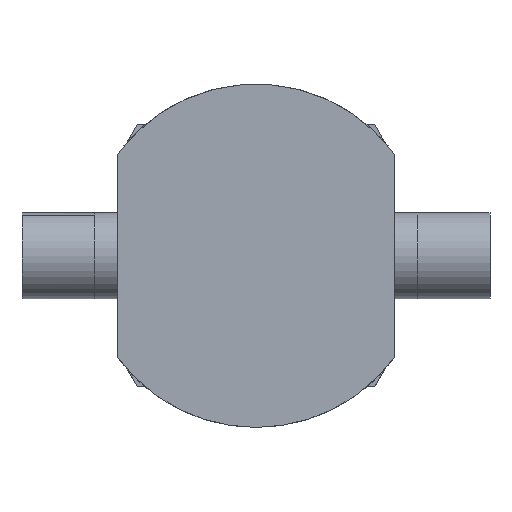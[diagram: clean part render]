
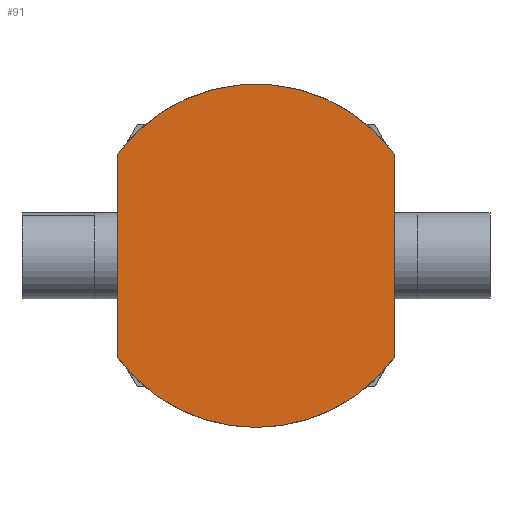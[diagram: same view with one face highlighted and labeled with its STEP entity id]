
A CAD part, front view. The second image highlights one B-rep face of the part: STEP entity #91.
In plain terms, the highlighted planar face has unit normal (0, -1, 0).
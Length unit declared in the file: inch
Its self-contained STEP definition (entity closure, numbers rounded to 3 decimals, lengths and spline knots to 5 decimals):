
#91 = ADVANCED_FACE ( 'NONE', ( #1778 ), #1539, .T. ) ;
#148 = CARTESIAN_POINT ( 'NONE',  ( 0., 0., 0. ) ) ;
#158 = CARTESIAN_POINT ( 'NONE',  ( 1.201, 0., 0. ) ) ;
#167 = AXIS2_PLACEMENT_3D ( 'NONE', #2274, #435, #1036 ) ;
#242 = EDGE_CURVE ( 'NONE', #492, #1961, #2544, .T. ) ;
#435 = DIRECTION ( 'NONE',  ( 0., -1., 0. ) ) ;
#465 = LINE ( 'NONE', #158, #1475 ) ;
#492 = VERTEX_POINT ( 'NONE', #1332 ) ;
#565 = CIRCLE ( 'NONE', #167, 1.49 ) ;
#734 = CARTESIAN_POINT ( 'NONE',  ( -1.201, 0., 0. ) ) ;
#830 = ORIENTED_EDGE ( 'NONE', *, *, #242, .T. ) ;
#831 = DIRECTION ( 'NONE',  ( 0., 0., -1. ) ) ;
#834 = CARTESIAN_POINT ( 'NONE',  ( -1.201, 0., 0.88187 ) ) ;
#858 = CARTESIAN_POINT ( 'NONE',  ( 1.201, 0., 0.88187 ) ) ;
#914 = DIRECTION ( 'NONE',  ( 0., 0., -1. ) ) ;
#942 = DIRECTION ( 'NONE',  ( 0., -1., 0. ) ) ;
#1010 = LINE ( 'NONE', #734, #1295 ) ;
#1015 = EDGE_LOOP ( 'NONE', ( #830, #1258, #2490, #1270, #2425 ) ) ;
#1036 = DIRECTION ( 'NONE',  ( 0., 0., -1. ) ) ;
#1093 = AXIS2_PLACEMENT_3D ( 'NONE', #1588, #1870, #831 ) ;
#1258 = ORIENTED_EDGE ( 'NONE', *, *, #2548, .T. ) ;
#1270 = ORIENTED_EDGE ( 'NONE', *, *, #2673, .T. ) ;
#1295 = VECTOR ( 'NONE', #914, 39.37008 ) ;
#1332 = CARTESIAN_POINT ( 'NONE',  ( -1.201, 0., -0.88187 ) ) ;
#1416 = AXIS2_PLACEMENT_3D ( 'NONE', #2219, #942, #2608 ) ;
#1475 = VECTOR ( 'NONE', #2422, 39.37008 ) ;
#1539 = PLANE ( 'NONE',  #1416 ) ;
#1588 = CARTESIAN_POINT ( 'NONE',  ( 0., 0., 0. ) ) ;
#1597 = DIRECTION ( 'NONE',  ( 0., -1., 0. ) ) ;
#1778 = FACE_OUTER_BOUND ( 'NONE', #1015, .T. ) ;
#1870 = DIRECTION ( 'NONE',  ( 0., -1., 0. ) ) ;
#1873 = VERTEX_POINT ( 'NONE', #834 ) ;
#1909 = EDGE_CURVE ( 'NONE', #1873, #492, #1010, .T. ) ;
#1961 = VERTEX_POINT ( 'NONE', #2394 ) ;
#2055 = CIRCLE ( 'NONE', #2302, 1.49 ) ;
#2144 = VERTEX_POINT ( 'NONE', #2464 ) ;
#2207 = VERTEX_POINT ( 'NONE', #858 ) ;
#2219 = CARTESIAN_POINT ( 'NONE',  ( 0., 0., 0. ) ) ;
#2274 = CARTESIAN_POINT ( 'NONE',  ( 0., 0., 0. ) ) ;
#2302 = AXIS2_PLACEMENT_3D ( 'NONE', #148, #1597, #2652 ) ;
#2394 = CARTESIAN_POINT ( 'NONE',  ( 0., 0., -1.49 ) ) ;
#2422 = DIRECTION ( 'NONE',  ( 0., 0., 1. ) ) ;
#2425 = ORIENTED_EDGE ( 'NONE', *, *, #1909, .T. ) ;
#2464 = CARTESIAN_POINT ( 'NONE',  ( 1.201, 0., -0.88187 ) ) ;
#2490 = ORIENTED_EDGE ( 'NONE', *, *, #2560, .T. ) ;
#2544 = CIRCLE ( 'NONE', #1093, 1.49 ) ;
#2548 = EDGE_CURVE ( 'NONE', #1961, #2144, #2055, .T. ) ;
#2560 = EDGE_CURVE ( 'NONE', #2144, #2207, #465, .T. ) ;
#2608 = DIRECTION ( 'NONE',  ( 0., 0., -1. ) ) ;
#2652 = DIRECTION ( 'NONE',  ( 0., 0., -1. ) ) ;
#2673 = EDGE_CURVE ( 'NONE', #2207, #1873, #565, .T. ) ;
